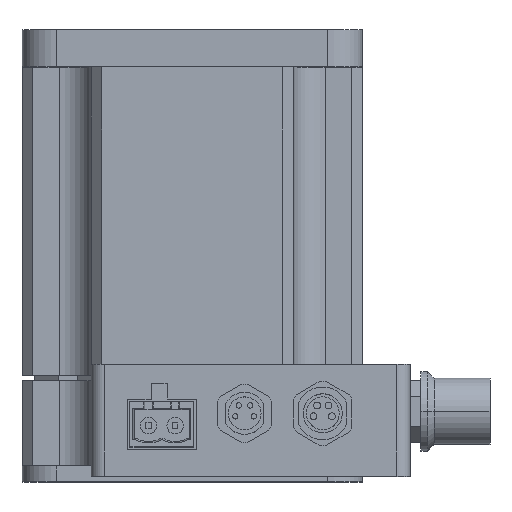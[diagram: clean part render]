
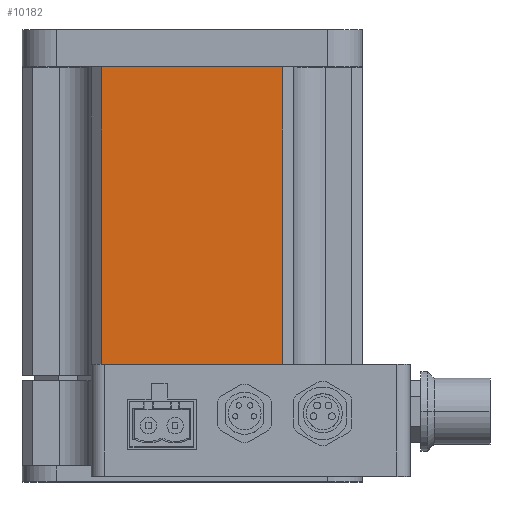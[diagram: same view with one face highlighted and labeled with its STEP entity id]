
A CAD part, top view. The second image highlights one B-rep face of the part: STEP entity #10182.
In plain terms, the highlighted planar face has unit normal (0, 0, 1).
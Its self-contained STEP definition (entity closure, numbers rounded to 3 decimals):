
#584 = EDGE_CURVE ( 'NONE', #1793, #12961, #11050, .T. ) ;
#713 = DIRECTION ( 'NONE',  ( -1., 0., 0. ) ) ;
#872 = VECTOR ( 'NONE', #11236, 1000. ) ;
#966 = CARTESIAN_POINT ( 'NONE',  ( -17., 20., 32. ) ) ;
#1223 = CARTESIAN_POINT ( 'NONE',  ( -17., 500000., 32. ) ) ;
#1247 = VERTEX_POINT ( 'NONE', #9672 ) ;
#1473 = EDGE_CURVE ( 'NONE', #12961, #1247, #2158, .T. ) ;
#1793 = VERTEX_POINT ( 'NONE', #11950 ) ;
#1951 = DIRECTION ( 'NONE',  ( 0., -1., 0. ) ) ;
#2138 = FACE_OUTER_BOUND ( 'NONE', #11445, .T. ) ;
#2158 = LINE ( 'NONE', #966, #872 ) ;
#3126 = EDGE_CURVE ( 'NONE', #1793, #12671, #3544, .T. ) ;
#3544 = LINE ( 'NONE', #10088, #8791 ) ;
#4117 = CARTESIAN_POINT ( 'NONE',  ( -17., 20., 32. ) ) ;
#4187 = LINE ( 'NONE', #13569, #9951 ) ;
#4299 = PLANE ( 'NONE',  #5138 ) ;
#4362 = CARTESIAN_POINT ( 'NONE',  ( -17., 500000., 32. ) ) ;
#4887 = ORIENTED_EDGE ( 'NONE', *, *, #584, .T. ) ;
#5088 = VECTOR ( 'NONE', #13507, 1000. ) ;
#5138 = AXIS2_PLACEMENT_3D ( 'NONE', #4362, #6383, #713 ) ;
#6383 = DIRECTION ( 'NONE',  ( 0., 0., -1. ) ) ;
#7898 = ORIENTED_EDGE ( 'NONE', *, *, #1473, .T. ) ;
#8791 = VECTOR ( 'NONE', #13588, 1000. ) ;
#9672 = CARTESIAN_POINT ( 'NONE',  ( 17., 20., 32. ) ) ;
#9951 = VECTOR ( 'NONE', #1951, 1000. ) ;
#10088 = CARTESIAN_POINT ( 'NONE',  ( 25.5, 78., 32. ) ) ;
#10182 = ADVANCED_FACE ( 'NONE', ( #2138 ), #4299, .F. ) ;
#11050 = LINE ( 'NONE', #1223, #5088 ) ;
#11236 = DIRECTION ( 'NONE',  ( 1., 0., 0. ) ) ;
#11312 = ORIENTED_EDGE ( 'NONE', *, *, #3126, .F. ) ;
#11445 = EDGE_LOOP ( 'NONE', ( #11312, #4887, #7898, #12140 ) ) ;
#11914 = EDGE_CURVE ( 'NONE', #12671, #1247, #4187, .T. ) ;
#11937 = CARTESIAN_POINT ( 'NONE',  ( 17., 78., 32. ) ) ;
#11950 = CARTESIAN_POINT ( 'NONE',  ( -17., 78., 32. ) ) ;
#12140 = ORIENTED_EDGE ( 'NONE', *, *, #11914, .F. ) ;
#12671 = VERTEX_POINT ( 'NONE', #11937 ) ;
#12961 = VERTEX_POINT ( 'NONE', #4117 ) ;
#13507 = DIRECTION ( 'NONE',  ( 0., -1., 0. ) ) ;
#13569 = CARTESIAN_POINT ( 'NONE',  ( 17., 500000., 32. ) ) ;
#13588 = DIRECTION ( 'NONE',  ( 1., 0., 0. ) ) ;
